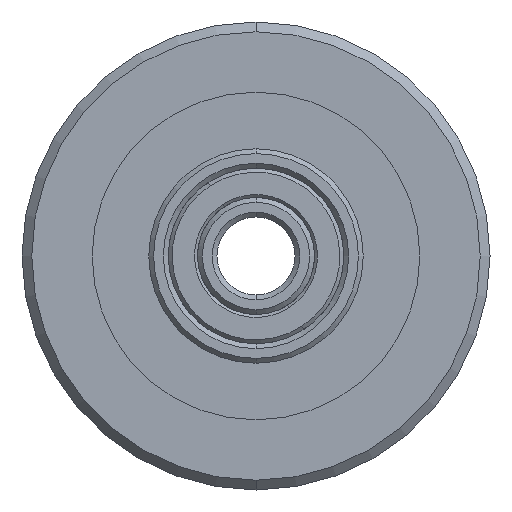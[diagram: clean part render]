
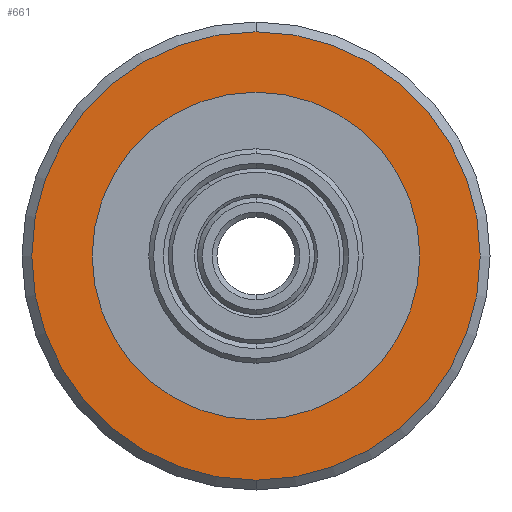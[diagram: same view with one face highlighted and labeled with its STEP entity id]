
A CAD part, front view. The second image highlights one B-rep face of the part: STEP entity #661.
In plain terms, the highlighted planar face has unit normal (0, -1, 0).
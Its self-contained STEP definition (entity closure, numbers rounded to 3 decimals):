
#661=ADVANCED_FACE('NONE',(#1264,#1265),#1266,.T.);
#1264=FACE_OUTER_BOUND('',#1891,.T.);
#1265=FACE_BOUND('',#1892,.T.);
#1266=PLANE('',#1893);
#1891=EDGE_LOOP('',(#3200,#3201));
#1892=EDGE_LOOP('',(#3202,#3203));
#1893=AXIS2_PLACEMENT_3D('',#3204,#3205,#3206);
#3200=ORIENTED_EDGE('',*,*,#3820,.T.);
#3201=ORIENTED_EDGE('',*,*,#3758,.T.);
#3202=ORIENTED_EDGE('',*,*,#3791,.F.);
#3203=ORIENTED_EDGE('',*,*,#3796,.F.);
#3204=CARTESIAN_POINT('',(16.8,4.8,0.0));
#3205=DIRECTION('',(0.0,-1.0,0.0));
#3206=DIRECTION('',(0.0,0.0,-1.0));
#3758=EDGE_CURVE('NONE',#4448,#4449,#4450,.T.);
#3791=EDGE_CURVE('NONE',#4505,#4506,#4507,.T.);
#3796=EDGE_CURVE('NONE',#4506,#4505,#4514,.T.);
#3820=EDGE_CURVE('NONE',#4449,#4448,#4538,.T.);
#4448=VERTEX_POINT('NONE',#5270);
#4449=VERTEX_POINT('NONE',#5271);
#4450=CIRCLE('',#5272,23.0);
#4505=VERTEX_POINT('NONE',#5341);
#4506=VERTEX_POINT('NONE',#5342);
#4507=CIRCLE('',#5343,16.8);
#4514=CIRCLE('',#5352,16.8);
#4538=CIRCLE('',#5376,23.0);
#5270=CARTESIAN_POINT('',(0.,4.8,-23.0));
#5271=CARTESIAN_POINT('',(0.0,4.8,23.0));
#5272=AXIS2_PLACEMENT_3D('',#6091,#6092,#6093);
#5341=CARTESIAN_POINT('',(0.0,4.8,-16.8));
#5342=CARTESIAN_POINT('',(0.,4.8,16.8));
#5343=AXIS2_PLACEMENT_3D('',#6141,#6142,#6143);
#5352=AXIS2_PLACEMENT_3D('',#6149,#6150,#6151);
#5376=AXIS2_PLACEMENT_3D('',#6188,#6189,#6190);
#6091=CARTESIAN_POINT('',(0.0,4.8,0.0));
#6092=DIRECTION('',(0.0,-1.0,0.0));
#6093=DIRECTION('',(0.0,0.0,-1.0));
#6141=CARTESIAN_POINT('',(0.0,4.8,0.0));
#6142=DIRECTION('',(0.0,-1.0,0.0));
#6143=DIRECTION('',(0.0,0.0,-1.0));
#6149=CARTESIAN_POINT('',(0.0,4.8,0.0));
#6150=DIRECTION('',(0.0,-1.0,0.0));
#6151=DIRECTION('',(0.0,0.0,-1.0));
#6188=CARTESIAN_POINT('',(0.0,4.8,0.0));
#6189=DIRECTION('',(0.0,-1.0,0.0));
#6190=DIRECTION('',(0.0,0.0,-1.0));
